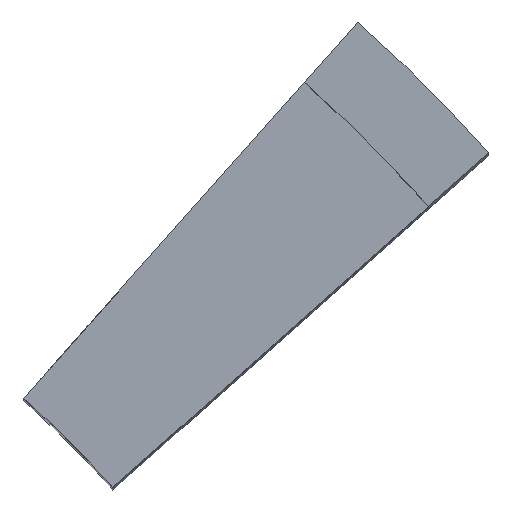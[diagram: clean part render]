
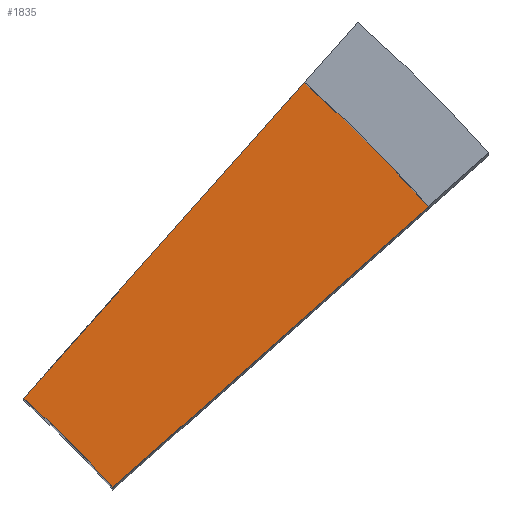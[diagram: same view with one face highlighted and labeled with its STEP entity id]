
A CAD part, top view. The second image highlights one B-rep face of the part: STEP entity #1835.
In plain terms, the highlighted planar face has unit normal (0, 0, 1).
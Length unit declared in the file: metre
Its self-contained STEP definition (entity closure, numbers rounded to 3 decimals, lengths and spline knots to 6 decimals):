
#1835 = ADVANCED_FACE( '', ( #3055 ), #3056, .T. );
#3055 = FACE_OUTER_BOUND( '', #6989, .T. );
#3056 = PLANE( '', #6990 );
#6989 = EDGE_LOOP( '', ( #12445, #12446, #12447, #12448, #12449, #12450 ) );
#6990 = AXIS2_PLACEMENT_3D( '', #12451, #12452, #12453 );
#12445 = ORIENTED_EDGE( '', *, *, #13934, .F. );
#12446 = ORIENTED_EDGE( '', *, *, #13885, .T. );
#12447 = ORIENTED_EDGE( '', *, *, #14109, .T. );
#12448 = ORIENTED_EDGE( '', *, *, #14055, .T. );
#12449 = ORIENTED_EDGE( '', *, *, #14110, .T. );
#12450 = ORIENTED_EDGE( '', *, *, #14112, .F. );
#12451 = CARTESIAN_POINT( '', ( 0., 0., 0.072 ) );
#12452 = DIRECTION( '', ( 0., 0., 1. ) );
#12453 = DIRECTION( '', ( 1., 0., 0. ) );
#13885 = EDGE_CURVE( '', #14886, #14887, #14888, .T. );
#13934 = EDGE_CURVE( '', #14886, #14984, #14985, .T. );
#14055 = EDGE_CURVE( '', #15212, #15213, #15214, .T. );
#14109 = EDGE_CURVE( '', #14887, #15212, #15319, .T. );
#14110 = EDGE_CURVE( '', #15213, #15320, #15321, .T. );
#14112 = EDGE_CURVE( '', #14984, #15320, #15323, .T. );
#14886 = VERTEX_POINT( '', #20013 );
#14887 = VERTEX_POINT( '', #20014 );
#14888 = LINE( '', #20015, #20016 );
#14984 = VERTEX_POINT( '', #20972 );
#14985 = LINE( '', #20973, #20974 );
#15212 = VERTEX_POINT( '', #22134 );
#15213 = VERTEX_POINT( '', #22135 );
#15214 = LINE( '', #22136, #22137 );
#15319 = CIRCLE( '', #23080, 0.075 );
#15320 = VERTEX_POINT( '', #23081 );
#15321 = LINE( '', #23082, #23083 );
#15323 = LINE( '', #23086, #23087 );
#20013 = CARTESIAN_POINT( '', ( 0.04034, 0.035898, 0.072 ) );
#20014 = CARTESIAN_POINT( '', ( 0.056028, 0.049858, 0.072 ) );
#20015 = CARTESIAN_POINT( '', ( 0.04034, 0.035898, 0.072 ) );
#20016 = VECTOR( '', #24574, 1. );
#20972 = CARTESIAN_POINT( '', ( 0.038884, 0.03747, 0.072 ) );
#20973 = CARTESIAN_POINT( '', ( 0.04034, 0.035898, 0.072 ) );
#20974 = VECTOR( '', #24590, 1. );
#22134 = CARTESIAN_POINT( '', ( 0.049858, 0.056028, 0.072 ) );
#22135 = CARTESIAN_POINT( '', ( 0.035898, 0.04034, 0.072 ) );
#22136 = CARTESIAN_POINT( '', ( 0.049858, 0.056028, 0.072 ) );
#22137 = VECTOR( '', #24753, 1. );
#23080 = AXIS2_PLACEMENT_3D( '', #24789, #24790, #24791 );
#23081 = CARTESIAN_POINT( '', ( 0.03747, 0.038884, 0.072 ) );
#23082 = CARTESIAN_POINT( '', ( 0.035898, 0.04034, 0.072 ) );
#23083 = VECTOR( '', #24792, 1. );
#23086 = CARTESIAN_POINT( '', ( 0.038884, 0.03747, 0.072 ) );
#23087 = VECTOR( '', #24794, 1. );
#24574 = DIRECTION( '', ( 0.747, 0.665, 0. ) );
#24590 = DIRECTION( '', ( -0.679, 0.734, 0. ) );
#24753 = DIRECTION( '', ( -0.665, -0.747, 0. ) );
#24789 = CARTESIAN_POINT( '', ( 0., 0., 0.072 ) );
#24790 = DIRECTION( '', ( 0., 0., 1. ) );
#24791 = DIRECTION( '', ( 1., 0., 0. ) );
#24792 = DIRECTION( '', ( 0.734, -0.679, 0. ) );
#24794 = DIRECTION( '', ( -0.707, 0.707, 0. ) );
